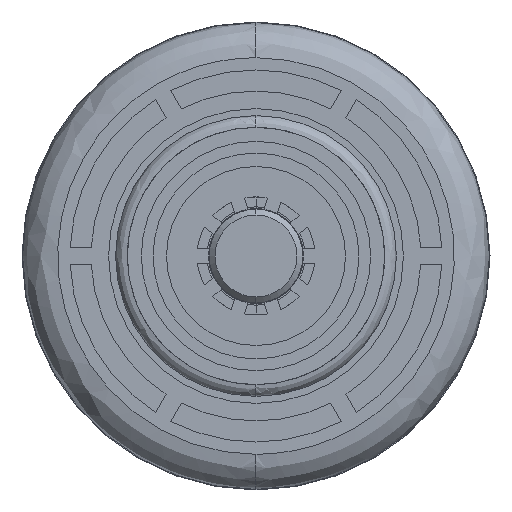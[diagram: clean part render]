
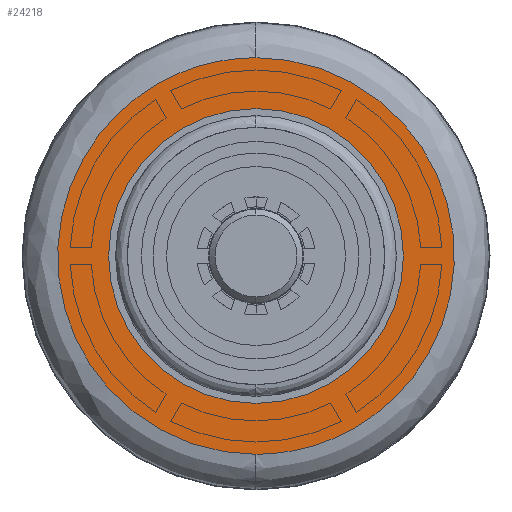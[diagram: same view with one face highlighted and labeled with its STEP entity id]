
A CAD part, left-side view. The second image highlights one B-rep face of the part: STEP entity #24218.
In plain terms, the highlighted planar face has unit normal (-1, 0, 0).
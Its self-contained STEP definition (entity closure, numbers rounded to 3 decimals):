
#691 = VERTEX_POINT ( 'NONE', #18290 ) ;
#1141 = EDGE_LOOP ( 'NONE', ( #13251, #34448 ) ) ;
#1574 = CARTESIAN_POINT ( 'NONE',  ( 12., 0., 0. ) ) ;
#2570 = DIRECTION ( 'NONE',  ( -1., 0., 0. ) ) ;
#3759 = CARTESIAN_POINT ( 'NONE',  ( 12., -33.9, -16.95 ) ) ;
#4028 = DIRECTION ( 'NONE',  ( 1., 0., 0. ) ) ;
#5952 = ORIENTED_EDGE ( 'NONE', *, *, #21013, .T. ) ;
#6471 = CARTESIAN_POINT ( 'NONE',  ( 12., 0., 0. ) ) ;
#7975 = CARTESIAN_POINT ( 'NONE',  ( 12., 0., 0. ) ) ;
#8270 = CARTESIAN_POINT ( 'NONE',  ( 12., 33.9, 16.95 ) ) ;
#8802 = CARTESIAN_POINT ( 'NONE',  ( 12., -33.9, 16.95 ) ) ;
#9262 = CARTESIAN_POINT ( 'NONE',  ( 12., 0., 16.95 ) ) ;
#10574 = DIRECTION ( 'NONE',  ( 0., 0., -1. ) ) ;
#10966 = VERTEX_POINT ( 'NONE', #19978 ) ;
#10971 = CARTESIAN_POINT ( 'NONE',  ( 12., 0., 16.95 ) ) ;
#11113 = VERTEX_POINT ( 'NONE', #15059 ) ;
#11498 = CARTESIAN_POINT ( 'NONE',  ( 12., 0., -16.95 ) ) ;
#12307 = EDGE_CURVE ( 'NONE', #691, #28713, #33990, .T. ) ;
#12801 = AXIS2_PLACEMENT_3D ( 'NONE', #7975, #2570, #10574 ) ;
#13251 = ORIENTED_EDGE ( 'NONE', *, *, #12307, .F. ) ;
#13422 = CARTESIAN_POINT ( 'NONE',  ( 12., 0., -16.95 ) ) ;
#15059 = CARTESIAN_POINT ( 'NONE',  ( 12., 0., 12.6 ) ) ;
#15846 = FACE_OUTER_BOUND ( 'NONE', #1141, .T. ) ;
#16918 = EDGE_CURVE ( 'NONE', #28713, #691, #25277, .T. ) ;
#18290 = CARTESIAN_POINT ( 'NONE',  ( 12., 0., -16.95 ) ) ;
#19978 = CARTESIAN_POINT ( 'NONE',  ( 12., 0., -12.6 ) ) ;
#20965 = EDGE_CURVE ( 'NONE', #11113, #10966, #29516, .T. ) ;
#21013 = EDGE_CURVE ( 'NONE', #10966, #11113, #24119, .T. ) ;
#21734 = AXIS2_PLACEMENT_3D ( 'NONE', #6471, #4028, #25211 ) ;
#22629 = ORIENTED_EDGE ( 'NONE', *, *, #20965, .T. ) ;
#23031 = DIRECTION ( 'NONE',  ( 1., 0., 0. ) ) ;
#23861 = EDGE_LOOP ( 'NONE', ( #22629, #5952 ) ) ;
#24119 = CIRCLE ( 'NONE', #33001, 12.6 ) ;
#24218 = ADVANCED_FACE ( 'NONE', ( #25444, #15846 ), #29478, .T. ) ;
#25211 = DIRECTION ( 'NONE',  ( 0., 0., 1. ) ) ;
#25277 =( BOUNDED_CURVE ( )  B_SPLINE_CURVE ( 3, ( #9262, #8802, #3759, #11498 ),
 .UNSPECIFIED., .F., .F. ) 
 B_SPLINE_CURVE_WITH_KNOTS ( ( 4, 4 ),
 ( 0., 0.5 ),
 .UNSPECIFIED. ) 
 CURVE ( )  GEOMETRIC_REPRESENTATION_ITEM ( )  RATIONAL_B_SPLINE_CURVE ( ( 1., 0.333, 0.333, 1. ) ) 
 REPRESENTATION_ITEM ( '' )  );
#25444 = FACE_BOUND ( 'NONE', #23861, .T. ) ;
#28713 = VERTEX_POINT ( 'NONE', #33590 ) ;
#29431 = CARTESIAN_POINT ( 'NONE',  ( 12., 33.9, -16.95 ) ) ;
#29478 = PLANE ( 'NONE',  #12801 ) ;
#29516 = CIRCLE ( 'NONE', #21734, 12.6 ) ;
#30987 = DIRECTION ( 'NONE',  ( 0., 0., 1. ) ) ;
#33001 = AXIS2_PLACEMENT_3D ( 'NONE', #1574, #23031, #30987 ) ;
#33590 = CARTESIAN_POINT ( 'NONE',  ( 12., 0., 16.95 ) ) ;
#33990 =( BOUNDED_CURVE ( )  B_SPLINE_CURVE ( 3, ( #13422, #29431, #8270, #10971 ),
 .UNSPECIFIED., .F., .F. ) 
 B_SPLINE_CURVE_WITH_KNOTS ( ( 4, 4 ),
 ( 0.5, 1. ),
 .UNSPECIFIED. ) 
 CURVE ( )  GEOMETRIC_REPRESENTATION_ITEM ( )  RATIONAL_B_SPLINE_CURVE ( ( 1., 0.333, 0.333, 1. ) ) 
 REPRESENTATION_ITEM ( '' )  );
#34448 = ORIENTED_EDGE ( 'NONE', *, *, #16918, .F. ) ;
